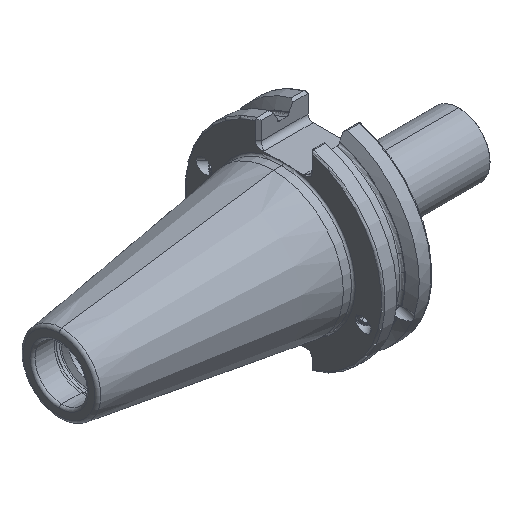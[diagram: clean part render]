
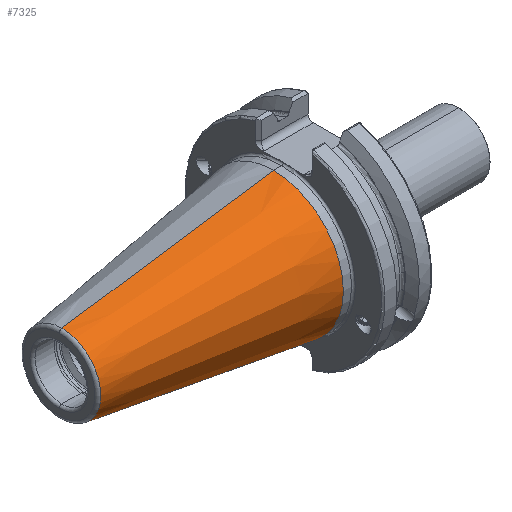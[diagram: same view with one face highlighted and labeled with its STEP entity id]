
A CAD part, isometric view. The second image highlights one B-rep face of the part: STEP entity #7325.
In plain terms, the highlighted conical face has half-angle 8.297 degrees and reference radius 22.225 mm.
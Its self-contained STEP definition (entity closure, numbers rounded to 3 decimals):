
#296 = AXIS2_PLACEMENT_3D ( 'NONE', #7982, #8126, #8078 ) ;
#1369 = EDGE_CURVE ( 'NONE', #2140, #4959, #5590, .T. ) ;
#1547 = EDGE_CURVE ( 'NONE', #2640, #5185, #5377, .T. ) ;
#2140 = VERTEX_POINT ( 'NONE', #4438 ) ;
#2451 = CONICAL_SURFACE ( 'NONE', #296, 22.225, 0.145 ) ;
#2552 = CARTESIAN_POINT ( 'NONE',  ( -67.394, 0., -12.397 ) ) ;
#2640 = VERTEX_POINT ( 'NONE', #2552 ) ;
#2802 = CIRCLE ( 'NONE', #3882, 22.225 ) ;
#3073 = CIRCLE ( 'NONE', #4313, 12.397 ) ;
#3121 = EDGE_LOOP ( 'NONE', ( #3645, #3636, #3625, #3616 ) ) ;
#3616 = ORIENTED_EDGE ( 'NONE', *, *, #4620, .T. ) ;
#3625 = ORIENTED_EDGE ( 'NONE', *, *, #1547, .T. ) ;
#3636 = ORIENTED_EDGE ( 'NONE', *, *, #4412, .F. ) ;
#3645 = ORIENTED_EDGE ( 'NONE', *, *, #1369, .F. ) ;
#3882 = AXIS2_PLACEMENT_3D ( 'NONE', #8057, #8042, #8038 ) ;
#4111 = CARTESIAN_POINT ( 'NONE',  ( 0., 0., 22.225 ) ) ;
#4313 = AXIS2_PLACEMENT_3D ( 'NONE', #8295, #8163, #8232 ) ;
#4412 = EDGE_CURVE ( 'NONE', #2640, #2140, #3073, .T. ) ;
#4438 = CARTESIAN_POINT ( 'NONE',  ( -67.394, 0., 12.397 ) ) ;
#4620 = EDGE_CURVE ( 'NONE', #5185, #4959, #2802, .T. ) ;
#4811 = FACE_OUTER_BOUND ( 'NONE', #3121, .T. ) ;
#4959 = VERTEX_POINT ( 'NONE', #4111 ) ;
#5117 = DIRECTION ( 'NONE',  ( 0.99, 0., -0.144 ) ) ;
#5185 = VERTEX_POINT ( 'NONE', #7421 ) ;
#5225 = CARTESIAN_POINT ( 'NONE',  ( 0., 0., -22.225 ) ) ;
#5367 = VECTOR ( 'NONE', #5117, 1000. ) ;
#5377 = LINE ( 'NONE', #5225, #5367 ) ;
#5565 = VECTOR ( 'NONE', #8622, 1000. ) ;
#5590 = LINE ( 'NONE', #8604, #5565 ) ;
#7325 = ADVANCED_FACE ( 'NONE', ( #4811 ), #2451, .T. ) ;
#7421 = CARTESIAN_POINT ( 'NONE',  ( 0., 0., -22.225 ) ) ;
#7982 = CARTESIAN_POINT ( 'NONE',  ( 0., 0., 0. ) ) ;
#8038 = DIRECTION ( 'NONE',  ( 0., 0., 1. ) ) ;
#8042 = DIRECTION ( 'NONE',  ( -1., 0., 0. ) ) ;
#8057 = CARTESIAN_POINT ( 'NONE',  ( 0., 0., 0. ) ) ;
#8078 = DIRECTION ( 'NONE',  ( 0., 0., -1. ) ) ;
#8126 = DIRECTION ( 'NONE',  ( 1., 0., 0. ) ) ;
#8163 = DIRECTION ( 'NONE',  ( -1., 0., 0. ) ) ;
#8232 = DIRECTION ( 'NONE',  ( 0., 0., 1. ) ) ;
#8295 = CARTESIAN_POINT ( 'NONE',  ( -67.394, 0., 0. ) ) ;
#8604 = CARTESIAN_POINT ( 'NONE',  ( 0., 0., 22.225 ) ) ;
#8622 = DIRECTION ( 'NONE',  ( 0.99, 0., 0.144 ) ) ;
